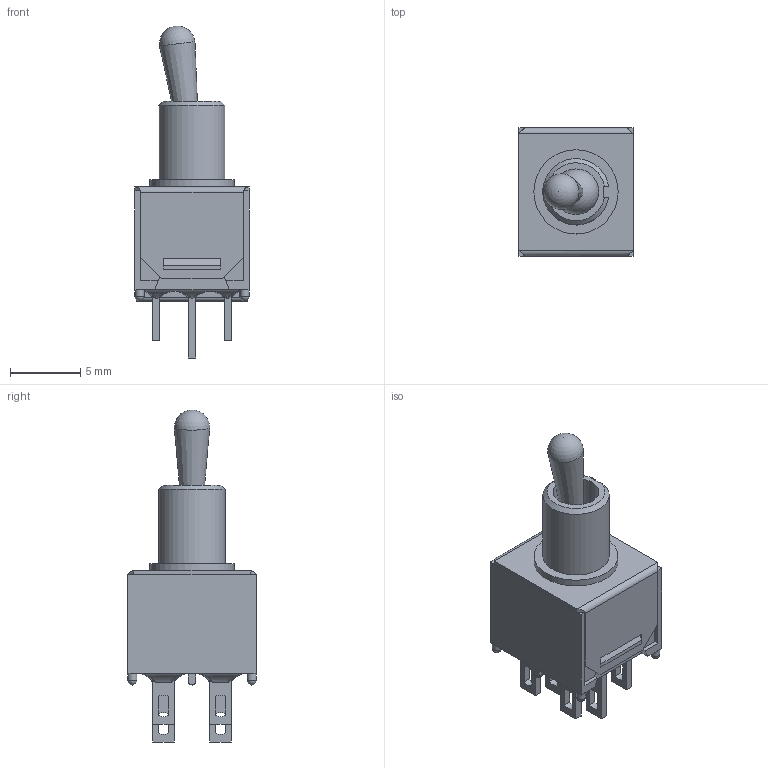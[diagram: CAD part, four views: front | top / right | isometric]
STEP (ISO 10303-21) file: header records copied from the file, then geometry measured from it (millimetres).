
FILE_DESCRIPTION(/* description */ (''),/* implementation_level */ '2;1');
FILE_NAME(/* name */ '200MDPxT2B3M1xE.stp',/* time_stamp */ '2025-04-25T13:53:02-05:00',/* author */ ('mroman'),/* organization */ (''),/* preprocessor_version */ 'ST-DEVELOPER v18.1',/* originating_system */ 'Autodesk Inventor 2022',/* authorisation */ '');
FILE_SCHEMA (('AUTOMOTIVE_DESIGN { 1 0 10303 214 3 1 1 }'));
Length unit declared in the file: inch
Products named in the file (1): 200MDPxT2B3M1xE
Bounding box: 8.13 x 9.14 x 23.65 mm (x, y, z)
Volume: 339.5 mm3; surface area: 1204.7 mm2
Topology: 1 solids, 2 shells, 214 faces, 598 edges, 387 vertices
Faces by surface type: plane 154, cylinder 35, bspline 16, sphere 7, cone 2
Full cylindrical faces by diameter (mm): 0.65 x4, 3.25 x2, 6 x1
Entity records: 7891 total; most frequent: CARTESIAN_POINT 2483, ORIENTED_EDGE 1186, DIRECTION 990, EDGE_CURVE 593, LINE 422, VECTOR 422, VERTEX_POINT 387, AXIS2_PLACEMENT_3D 284
